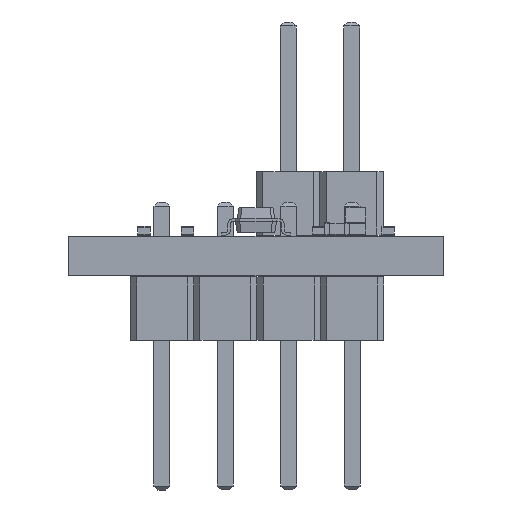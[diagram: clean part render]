
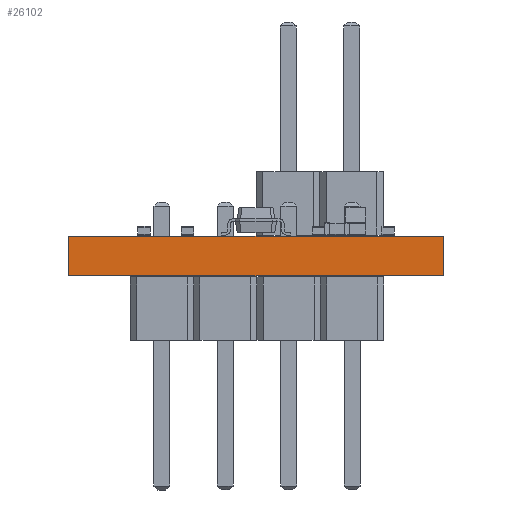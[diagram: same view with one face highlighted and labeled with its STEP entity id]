
A CAD part, front view. The second image highlights one B-rep face of the part: STEP entity #26102.
In plain terms, the highlighted planar face has unit normal (0, -1, 0).
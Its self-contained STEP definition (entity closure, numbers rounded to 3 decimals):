
#26102 = ADVANCED_FACE('',(#26103),#26117,.T.);
#26103 = FACE_BOUND('',#26104,.T.);
#26104 = EDGE_LOOP('',(#26105,#26140,#26168,#26196));
#26105 = ORIENTED_EDGE('',*,*,#26106,.T.);
#26106 = EDGE_CURVE('',#26107,#26109,#26111,.T.);
#26107 = VERTEX_POINT('',#26108);
#26108 = CARTESIAN_POINT('',(33.5,-35.,0.));
#26109 = VERTEX_POINT('',#26110);
#26110 = CARTESIAN_POINT('',(33.5,-35.,1.58));
#26111 = SURFACE_CURVE('',#26112,(#26116,#26128),.PCURVE_S1.);
#26112 = LINE('',#26113,#26114);
#26113 = CARTESIAN_POINT('',(33.5,-35.,0.));
#26114 = VECTOR('',#26115,1.);
#26115 = DIRECTION('',(0.,0.,1.));
#26116 = PCURVE('',#26117,#26122);
#26117 = PLANE('',#26118);
#26118 = AXIS2_PLACEMENT_3D('',#26119,#26120,#26121);
#26119 = CARTESIAN_POINT('',(33.5,-35.,0.));
#26120 = DIRECTION('',(0.,-1.,0.));
#26121 = DIRECTION('',(-1.,0.,0.));
#26122 = DEFINITIONAL_REPRESENTATION('',(#26123),#26127);
#26123 = LINE('',#26124,#26125);
#26124 = CARTESIAN_POINT('',(0.,-0.));
#26125 = VECTOR('',#26126,1.);
#26126 = DIRECTION('',(0.,-1.));
#26127 = ( GEOMETRIC_REPRESENTATION_CONTEXT(2) 
PARAMETRIC_REPRESENTATION_CONTEXT() REPRESENTATION_CONTEXT('2D SPACE',''
  ) );
#26128 = PCURVE('',#26129,#26134);
#26129 = PLANE('',#26130);
#26130 = AXIS2_PLACEMENT_3D('',#26131,#26132,#26133);
#26131 = CARTESIAN_POINT('',(33.5,-20.,0.));
#26132 = DIRECTION('',(1.,0.,-0.));
#26133 = DIRECTION('',(0.,-1.,0.));
#26134 = DEFINITIONAL_REPRESENTATION('',(#26135),#26139);
#26135 = LINE('',#26136,#26137);
#26136 = CARTESIAN_POINT('',(15.,0.));
#26137 = VECTOR('',#26138,1.);
#26138 = DIRECTION('',(0.,-1.));
#26139 = ( GEOMETRIC_REPRESENTATION_CONTEXT(2) 
PARAMETRIC_REPRESENTATION_CONTEXT() REPRESENTATION_CONTEXT('2D SPACE',''
  ) );
#26140 = ORIENTED_EDGE('',*,*,#26141,.T.);
#26141 = EDGE_CURVE('',#26109,#26142,#26144,.T.);
#26142 = VERTEX_POINT('',#26143);
#26143 = CARTESIAN_POINT('',(18.5,-35.,1.58));
#26144 = SURFACE_CURVE('',#26145,(#26149,#26156),.PCURVE_S1.);
#26145 = LINE('',#26146,#26147);
#26146 = CARTESIAN_POINT('',(33.5,-35.,1.58));
#26147 = VECTOR('',#26148,1.);
#26148 = DIRECTION('',(-1.,0.,0.));
#26149 = PCURVE('',#26117,#26150);
#26150 = DEFINITIONAL_REPRESENTATION('',(#26151),#26155);
#26151 = LINE('',#26152,#26153);
#26152 = CARTESIAN_POINT('',(0.,-1.58));
#26153 = VECTOR('',#26154,1.);
#26154 = DIRECTION('',(1.,0.));
#26155 = ( GEOMETRIC_REPRESENTATION_CONTEXT(2) 
PARAMETRIC_REPRESENTATION_CONTEXT() REPRESENTATION_CONTEXT('2D SPACE',''
  ) );
#26156 = PCURVE('',#26157,#26162);
#26157 = PLANE('',#26158);
#26158 = AXIS2_PLACEMENT_3D('',#26159,#26160,#26161);
#26159 = CARTESIAN_POINT('',(26.,-27.5,1.58));
#26160 = DIRECTION('',(-0.,-0.,-1.));
#26161 = DIRECTION('',(-1.,0.,0.));
#26162 = DEFINITIONAL_REPRESENTATION('',(#26163),#26167);
#26163 = LINE('',#26164,#26165);
#26164 = CARTESIAN_POINT('',(-7.5,-7.5));
#26165 = VECTOR('',#26166,1.);
#26166 = DIRECTION('',(1.,0.));
#26167 = ( GEOMETRIC_REPRESENTATION_CONTEXT(2) 
PARAMETRIC_REPRESENTATION_CONTEXT() REPRESENTATION_CONTEXT('2D SPACE',''
  ) );
#26168 = ORIENTED_EDGE('',*,*,#26169,.F.);
#26169 = EDGE_CURVE('',#26170,#26142,#26172,.T.);
#26170 = VERTEX_POINT('',#26171);
#26171 = CARTESIAN_POINT('',(18.5,-35.,0.));
#26172 = SURFACE_CURVE('',#26173,(#26177,#26184),.PCURVE_S1.);
#26173 = LINE('',#26174,#26175);
#26174 = CARTESIAN_POINT('',(18.5,-35.,0.));
#26175 = VECTOR('',#26176,1.);
#26176 = DIRECTION('',(0.,0.,1.));
#26177 = PCURVE('',#26117,#26178);
#26178 = DEFINITIONAL_REPRESENTATION('',(#26179),#26183);
#26179 = LINE('',#26180,#26181);
#26180 = CARTESIAN_POINT('',(15.,0.));
#26181 = VECTOR('',#26182,1.);
#26182 = DIRECTION('',(0.,-1.));
#26183 = ( GEOMETRIC_REPRESENTATION_CONTEXT(2) 
PARAMETRIC_REPRESENTATION_CONTEXT() REPRESENTATION_CONTEXT('2D SPACE',''
  ) );
#26184 = PCURVE('',#26185,#26190);
#26185 = PLANE('',#26186);
#26186 = AXIS2_PLACEMENT_3D('',#26187,#26188,#26189);
#26187 = CARTESIAN_POINT('',(18.5,-35.,0.));
#26188 = DIRECTION('',(-1.,0.,0.));
#26189 = DIRECTION('',(0.,1.,0.));
#26190 = DEFINITIONAL_REPRESENTATION('',(#26191),#26195);
#26191 = LINE('',#26192,#26193);
#26192 = CARTESIAN_POINT('',(0.,0.));
#26193 = VECTOR('',#26194,1.);
#26194 = DIRECTION('',(0.,-1.));
#26195 = ( GEOMETRIC_REPRESENTATION_CONTEXT(2) 
PARAMETRIC_REPRESENTATION_CONTEXT() REPRESENTATION_CONTEXT('2D SPACE',''
  ) );
#26196 = ORIENTED_EDGE('',*,*,#26197,.F.);
#26197 = EDGE_CURVE('',#26107,#26170,#26198,.T.);
#26198 = SURFACE_CURVE('',#26199,(#26203,#26210),.PCURVE_S1.);
#26199 = LINE('',#26200,#26201);
#26200 = CARTESIAN_POINT('',(33.5,-35.,0.));
#26201 = VECTOR('',#26202,1.);
#26202 = DIRECTION('',(-1.,0.,0.));
#26203 = PCURVE('',#26117,#26204);
#26204 = DEFINITIONAL_REPRESENTATION('',(#26205),#26209);
#26205 = LINE('',#26206,#26207);
#26206 = CARTESIAN_POINT('',(0.,-0.));
#26207 = VECTOR('',#26208,1.);
#26208 = DIRECTION('',(1.,0.));
#26209 = ( GEOMETRIC_REPRESENTATION_CONTEXT(2) 
PARAMETRIC_REPRESENTATION_CONTEXT() REPRESENTATION_CONTEXT('2D SPACE',''
  ) );
#26210 = PCURVE('',#26211,#26216);
#26211 = PLANE('',#26212);
#26212 = AXIS2_PLACEMENT_3D('',#26213,#26214,#26215);
#26213 = CARTESIAN_POINT('',(26.,-27.5,0.));
#26214 = DIRECTION('',(-0.,-0.,-1.));
#26215 = DIRECTION('',(-1.,0.,0.));
#26216 = DEFINITIONAL_REPRESENTATION('',(#26217),#26221);
#26217 = LINE('',#26218,#26219);
#26218 = CARTESIAN_POINT('',(-7.5,-7.5));
#26219 = VECTOR('',#26220,1.);
#26220 = DIRECTION('',(1.,0.));
#26221 = ( GEOMETRIC_REPRESENTATION_CONTEXT(2) 
PARAMETRIC_REPRESENTATION_CONTEXT() REPRESENTATION_CONTEXT('2D SPACE',''
  ) );
